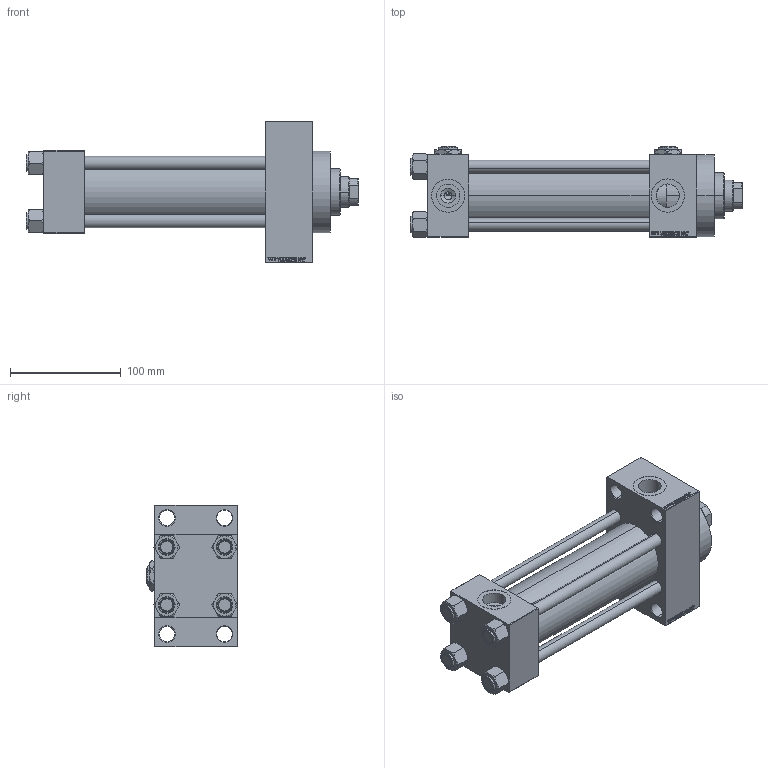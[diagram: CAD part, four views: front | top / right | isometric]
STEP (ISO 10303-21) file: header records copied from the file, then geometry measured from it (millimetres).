
FILE_DESCRIPTION (( 'STEP AP203' ), '1' );
FILE_NAME ('059e.STEP', '2022-04-15T23:40:08', ( '' ), ( '' ), 'SwSTEP 2.0', 'SolidWorks 2019', '' );
FILE_SCHEMA (( 'CONFIG_CONTROL_DESIGN' ));
Length unit declared in the file: millimetre
Products named in the file (7): V215CR_VCP_D bfa07c76b18b3fe33247f65b8f10d0ec; 059e; Zatka_pro_OIL_PORT bfa07c76b18b3fe33247f65b8f10d0ec; V215_VC_A bfa07c76b18b3fe33247f65b8f10d0ec; NUT_M5_D bfa07c76b18b3fe33247f65b8f10d0ec; V215CR_D_Body bfa07c76b18b3fe33247f65b8f10d0ec; V215CR_D_TYCINKA bfa07c76b18b3fe33247f65b8f10d0ec
Assembly tree (13 placements, depth 2):
  059e
    V215CR_D_Body bfa07c76b18b3fe33247f65b8f10d0ec
    V215CR_VCP_D bfa07c76b18b3fe33247f65b8f10d0ec
    NUT_M5_D bfa07c76b18b3fe33247f65b8f10d0ec  x4
    V215CR_D_TYCINKA bfa07c76b18b3fe33247f65b8f10d0ec  x4
    V215_VC_A bfa07c76b18b3fe33247f65b8f10d0ec
    Zatka_pro_OIL_PORT bfa07c76b18b3fe33247f65b8f10d0ec  x2
Bounding box: 300 x 82.27 x 128 mm (x, y, z)
Volume: 966186.9 mm3; surface area: 234813.2 mm2
Topology: 13 solids, 13 shells, 1212 faces, 3002 edges, 1934 vertices
Faces by surface type: plane 547, bspline 368, cone 186, cylinder 103, torus 8
Entity records: 49511 total; most frequent: CARTESIAN_POINT 25765, ORIENTED_EDGE 5304, DIRECTION 3488, EDGE_CURVE 2652, VERTEX_POINT 1732, LINE 1558, VECTOR 1558, EDGE_LOOP 1190
